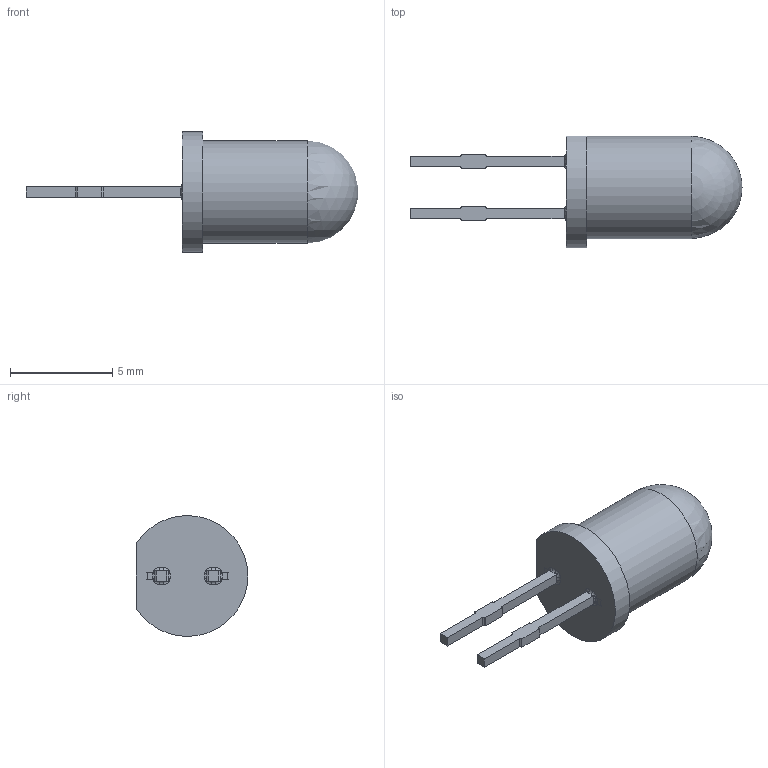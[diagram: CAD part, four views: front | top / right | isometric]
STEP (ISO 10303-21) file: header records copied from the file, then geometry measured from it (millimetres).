
FILE_DESCRIPTION(('STEP AP214'), '1');
FILE_NAME('LED 5mm GREEN', '', ('UNSPECIFIED'), ('UNSPECIFIED'), 'ASCON STEP Converter 1.6', 'ASCON Math Kernel', '');
FILE_SCHEMA(('AUTOMOTIVE_DESIGN { 1 0 10303 214 3 1 1}'));
Length unit declared in the file: millimetre
Products named in the file (1): Led Lamp 5 mm
Bounding box: 16.2 x 5.45 x 5.9 mm (x, y, z)
Volume: 165.7 mm3; surface area: 242.5 mm2
Topology: 3 solids, 3 shells, 106 faces, 284 edges, 184 vertices
Faces by surface type: plane 57, cylinder 33, torus 10, bspline 3, cone 2, sphere 1
Full cylindrical faces by diameter (mm): 5 x1
Entity records: 4424 total; most frequent: CARTESIAN_POINT 920, ORIENTED_EDGE 554, DIRECTION 524, EDGE_CURVE 277, VERTEX_POINT 184, AXIS2_PLACEMENT_3D 178, LINE 168, VECTOR 168
